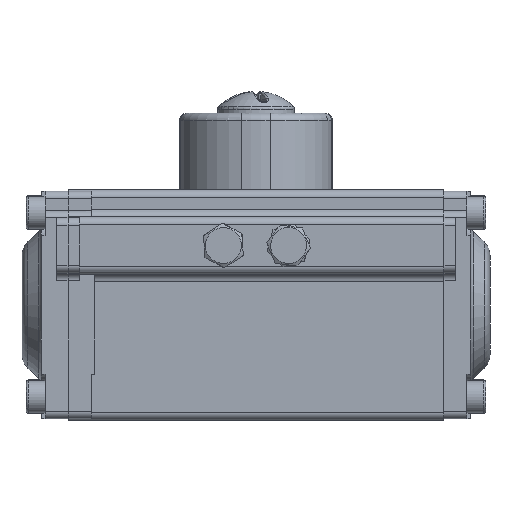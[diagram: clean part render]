
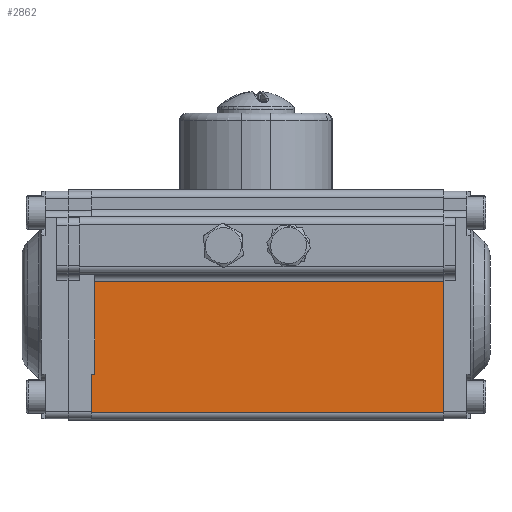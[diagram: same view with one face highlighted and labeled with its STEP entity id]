
A CAD part, left-side view. The second image highlights one B-rep face of the part: STEP entity #2862.
In plain terms, the highlighted planar face has unit normal (-1, 0, 0).
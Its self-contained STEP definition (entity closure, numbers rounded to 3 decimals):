
#1014=PLANE('',#24636);
#1570=FACE_OUTER_BOUND('',#6401,.T.);
#2862=ADVANCED_FACE('',(#1570),#1014,.F.);
#6401=EDGE_LOOP('',(#11621,#11622,#11623,#11624));
#8063=LINE('',#34083,#9748);
#8064=LINE('',#34087,#9749);
#8065=LINE('',#34089,#9750);
#8066=LINE('',#34091,#9751);
#9748=VECTOR('',#27136,1.);
#9749=VECTOR('',#27141,1.);
#9750=VECTOR('',#27142,1.);
#9751=VECTOR('',#27143,1.);
#11621=ORIENTED_EDGE('',*,*,#20663,.T.);
#11622=ORIENTED_EDGE('',*,*,#20664,.F.);
#11623=ORIENTED_EDGE('',*,*,#20665,.F.);
#11624=ORIENTED_EDGE('',*,*,#20661,.T.);
#18317=VERTEX_POINT('',#34082);
#18318=VERTEX_POINT('',#34084);
#18319=VERTEX_POINT('',#34088);
#18320=VERTEX_POINT('',#34090);
#20661=EDGE_CURVE('',#18318,#18317,#8063,.T.);
#20663=EDGE_CURVE('',#18317,#18319,#8064,.T.);
#20664=EDGE_CURVE('',#18320,#18319,#8065,.T.);
#20665=EDGE_CURVE('',#18318,#18320,#8066,.T.);
#24636=AXIS2_PLACEMENT_3D('',#34092,#27144,#27145);
#27136=DIRECTION('',(0.,1.,0.));
#27141=DIRECTION('',(0.,0.,-1.));
#27142=DIRECTION('',(0.,1.,0.));
#27143=DIRECTION('',(0.,0.,-1.));
#27144=DIRECTION('',(1.,0.,0.));
#27145=DIRECTION('',(0.,0.,-1.));
#34082=CARTESIAN_POINT('',(-24.,49.,6.));
#34083=CARTESIAN_POINT('',(-24.,-49.,6.));
#34084=CARTESIAN_POINT('',(-24.,-49.,6.));
#34087=CARTESIAN_POINT('',(-24.,49.,6.));
#34088=CARTESIAN_POINT('',(-24.,49.,-28.));
#34089=CARTESIAN_POINT('',(-24.,-49.,-28.));
#34090=CARTESIAN_POINT('',(-24.,-49.,-28.));
#34091=CARTESIAN_POINT('',(-24.,-49.,6.));
#34092=CARTESIAN_POINT('',(-24.,-49.,6.));
